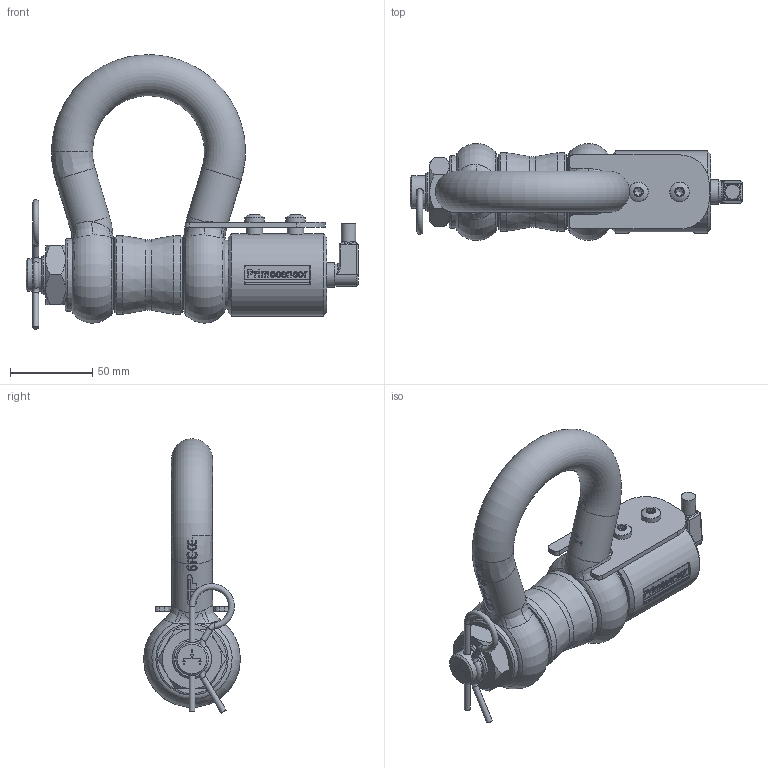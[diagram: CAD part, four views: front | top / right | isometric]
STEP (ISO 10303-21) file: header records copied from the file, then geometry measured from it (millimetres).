
FILE_DESCRIPTION(/* description */ ('Unknown'),/* implementation_level */ '2;1');
FILE_NAME(/* name */ 'Messschaekel SHA050kNAxxx-20.05987',/* time_stamp */ '2022-05-19T12:18:43+02:00',/* author */ ('Unknown'),/* organization */ ('Unknown'),/* preprocessor_version */ 'ST-DEVELOPER v16.7',/* originating_system */ 'DEX',/* authorisation */ $);
FILE_SCHEMA (('AUTOMOTIVE_DESIGN {1 0 10303 214 3 1 1}'));
Length unit declared in the file: millimetre
Products named in the file (19): 20.05987; 10.05984; 20.05985; 10.04280; 10.05986; 20.00407; 20.05988; 10.02131; 10.04457; 10.02171; 10.03277; 20.04864; 20.01884; 10.00014; 10.02093; 10.02095; 50.00013; 20.05992; 10.06204
Assembly tree (23 placements, depth 3):
  20.05987
    10.05984
    20.05985
    10.04280
    10.05986
    20.00407  x2
    20.05988
    10.02131  x2
    10.04457
    10.02171
    10.03277
    20.04864
    20.01884
    10.00014
      10.02093
      10.02095  x3
      50.00013  x2
    20.05992
    10.06204
Bounding box: 202 x 59 x 166.83 mm (x, y, z)
Volume: 422029.7 mm3; surface area: 105997 mm2
Topology: 22 solids, 22 shells, 1044 faces, 2721 edges, 1786 vertices
Faces by surface type: plane 460, cylinder 262, bspline 197, torus 59, cone 57, sphere 9
Full cylindrical faces by diameter (mm): 0.48 x4, 0.6 x9, 0.9 x4, 1.4 x10, 2 x4, 2.6 x2, 2.7 x1, 3 x1, 3.1 x1, 3.4 x4, 3.5 x1, 3.6 x3, 3.75 x3, 3.8 x5, 4 x2, 4.3 x1, 4.5 x2, 4.917 x2, 5.6 x2, 6 x2, 6.5 x2, 6.6 x2, 8 x1, 8.4 x1, 8.46 x1, 8.8 x1, 9.4 x3, 9.5 x1, 9.6 x2, 10 x3
Entity records: 38624 total; most frequent: CARTESIAN_POINT 12550, ORIENTED_EDGE 4604, DIRECTION 3838, EDGE_CURVE 2302, VERTEX_POINT 1620, AXIS2_PLACEMENT_3D 1424, FACE_BOUND 1306, EDGE_LOOP 1299
